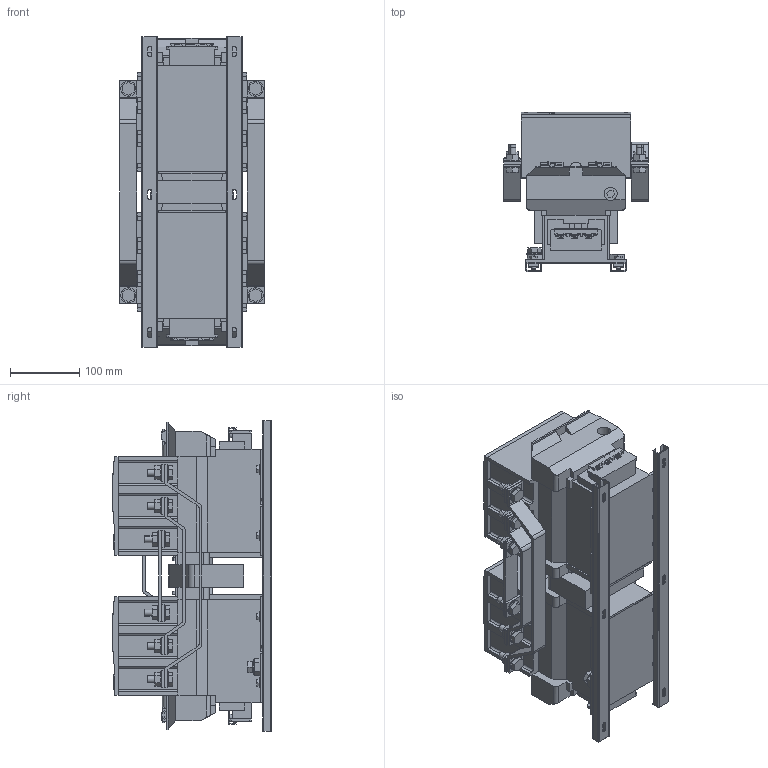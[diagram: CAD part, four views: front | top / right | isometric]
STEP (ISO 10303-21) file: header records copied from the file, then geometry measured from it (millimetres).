
FILE_DESCRIPTION (( 'STEP AP214' ), '1' );
FILE_NAME ('KKT53-330-230-10 Êîíòàêòîð ÊÒÈ-53303 ðåâåðñ 330À 230Â_ÀÑ3 ÈÝÊ.STEP', '2017-12-25T07:41:35', ( '' ), ( '' ), 'SwSTEP 2.0', 'SolidWorks 2014', '' );
FILE_SCHEMA (( 'AUTOMOTIVE_DESIGN' ));
Length unit declared in the file: millimetre
Products named in the file (1): KKT53-330-230-10 Êîíòàêòîð ÊÒÈ-53303 ðåâåðñ 330À  230Â_ÀÑ3  ÈÝÊ
Bounding box: 210 x 230.32 x 450 mm (x, y, z)
Volume: 9399176 mm3; surface area: 706637.1 mm2
Topology: 2 solids, 28 shells, 3054 faces, 8422 edges, 5510 vertices
Faces by surface type: plane 2074, cylinder 596, bspline 362, torus 18, cone 4
Entity records: 118585 total; most frequent: CARTESIAN_POINT 42189, ORIENTED_EDGE 16820, DIRECTION 14230, EDGE_CURVE 8410, VECTOR 6088, LINE 6088, VERTEX_POINT 5510, AXIS2_PLACEMENT_3D 4071
